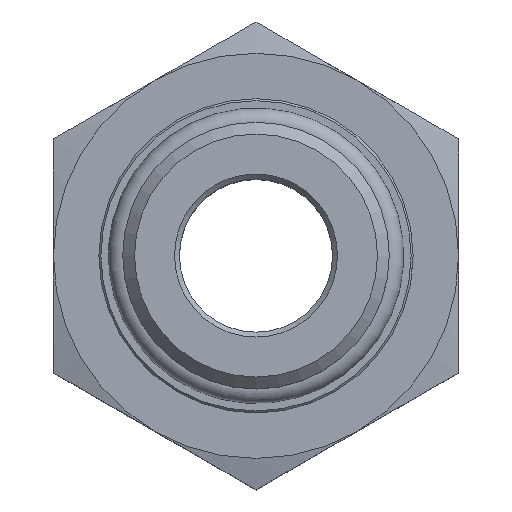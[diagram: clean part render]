
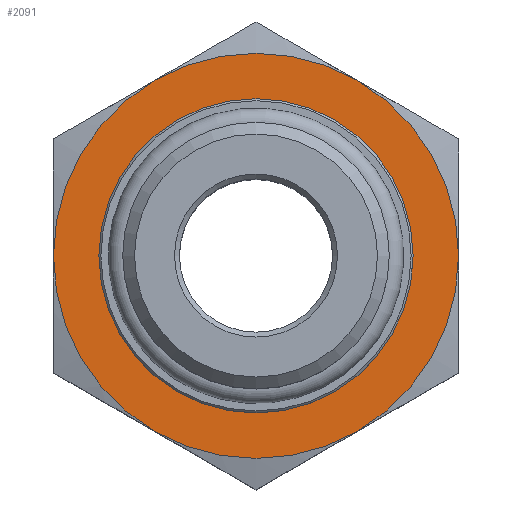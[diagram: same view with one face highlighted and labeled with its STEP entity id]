
A CAD part, top view. The second image highlights one B-rep face of the part: STEP entity #2091.
In plain terms, the highlighted planar face has unit normal (0, 0, 1).
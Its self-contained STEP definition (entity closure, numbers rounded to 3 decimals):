
#160=CARTESIAN_POINT('',(15.9,0.,32.));
#161=VERTEX_POINT('',#160);
#162=CARTESIAN_POINT('',(0.,0.,32.));
#163=DIRECTION('',(0.0,0.0,1.0));
#164=DIRECTION('',(-1.0,0.0,0.0));
#165=AXIS2_PLACEMENT_3D('',#162,#163,#164);
#166=CIRCLE('',#165,15.9);
#167=EDGE_CURVE('',#161,#161,#166,.T.);
#1310=CARTESIAN_POINT('',(10.25,-17.754,32.));
#1311=VERTEX_POINT('',#1310);
#1325=CARTESIAN_POINT('',(20.5,0.0,32.));
#1326=VERTEX_POINT('',#1325);
#1340=CARTESIAN_POINT('',(0.0,0.0,32.));
#1341=DIRECTION('',(0.0,0.0,1.0));
#1342=DIRECTION('',(1.0,0.0,0.0));
#1343=AXIS2_PLACEMENT_3D('',#1340,#1341,#1342);
#1344=CIRCLE('',#1343,20.5);
#1345=EDGE_CURVE('',#1311,#1326,#1344,.T.);
#1357=CARTESIAN_POINT('',(-10.25,-17.754,32.));
#1358=VERTEX_POINT('',#1357);
#1385=CARTESIAN_POINT('',(0.0,0.0,32.));
#1386=DIRECTION('',(0.0,0.0,1.0));
#1387=DIRECTION('',(1.0,0.0,0.0));
#1388=AXIS2_PLACEMENT_3D('',#1385,#1386,#1387);
#1389=CIRCLE('',#1388,20.5);
#1390=EDGE_CURVE('',#1358,#1311,#1389,.T.);
#1402=CARTESIAN_POINT('',(-20.5,0.,32.));
#1403=VERTEX_POINT('',#1402);
#1430=CARTESIAN_POINT('',(0.0,0.0,32.));
#1431=DIRECTION('',(0.0,0.0,1.0));
#1432=DIRECTION('',(1.0,0.0,0.0));
#1433=AXIS2_PLACEMENT_3D('',#1430,#1431,#1432);
#1434=CIRCLE('',#1433,20.5);
#1435=EDGE_CURVE('',#1403,#1358,#1434,.T.);
#1460=CARTESIAN_POINT('',(-10.25,17.754,32.));
#1461=VERTEX_POINT('',#1460);
#1462=CARTESIAN_POINT('',(0.0,0.0,32.));
#1463=DIRECTION('',(0.0,0.0,1.0));
#1464=DIRECTION('',(1.0,0.0,0.0));
#1465=AXIS2_PLACEMENT_3D('',#1462,#1463,#1464);
#1466=CIRCLE('',#1465,20.5);
#1467=EDGE_CURVE('',#1461,#1403,#1466,.T.);
#1505=CARTESIAN_POINT('',(10.25,17.754,32.));
#1506=VERTEX_POINT('',#1505);
#1507=CARTESIAN_POINT('',(0.0,0.0,32.));
#1508=DIRECTION('',(0.0,0.0,1.0));
#1509=DIRECTION('',(1.0,0.0,0.0));
#1510=AXIS2_PLACEMENT_3D('',#1507,#1508,#1509);
#1511=CIRCLE('',#1510,20.5);
#1512=EDGE_CURVE('',#1506,#1461,#1511,.T.);
#1550=CARTESIAN_POINT('',(0.0,0.0,32.));
#1551=DIRECTION('',(0.0,0.0,1.0));
#1552=DIRECTION('',(1.0,0.0,0.0));
#1553=AXIS2_PLACEMENT_3D('',#1550,#1551,#1552);
#1554=CIRCLE('',#1553,20.5);
#1555=EDGE_CURVE('',#1326,#1506,#1554,.T.);
#2075=CARTESIAN_POINT('',(0.,0.,32.));
#2076=DIRECTION('',(0.0,0.0,1.0));
#2077=DIRECTION('',(1.0,0.0,0.0));
#2078=AXIS2_PLACEMENT_3D('',#2075,#2076,#2077);
#2079=PLANE('',#2078);
#2080=ORIENTED_EDGE('',*,*,#1555,.T.);
#2081=ORIENTED_EDGE('',*,*,#1512,.T.);
#2082=ORIENTED_EDGE('',*,*,#1467,.T.);
#2083=ORIENTED_EDGE('',*,*,#1435,.T.);
#2084=ORIENTED_EDGE('',*,*,#1390,.T.);
#2085=ORIENTED_EDGE('',*,*,#1345,.T.);
#2086=EDGE_LOOP('',(#2080,#2081,#2082,#2083,#2084,#2085));
#2087=FACE_OUTER_BOUND('',#2086,.T.);
#2088=ORIENTED_EDGE('',*,*,#167,.F.);
#2089=EDGE_LOOP('',(#2088));
#2090=FACE_BOUND('',#2089,.T.);
#2091=ADVANCED_FACE('',(#2087,#2090),#2079,.T.);
